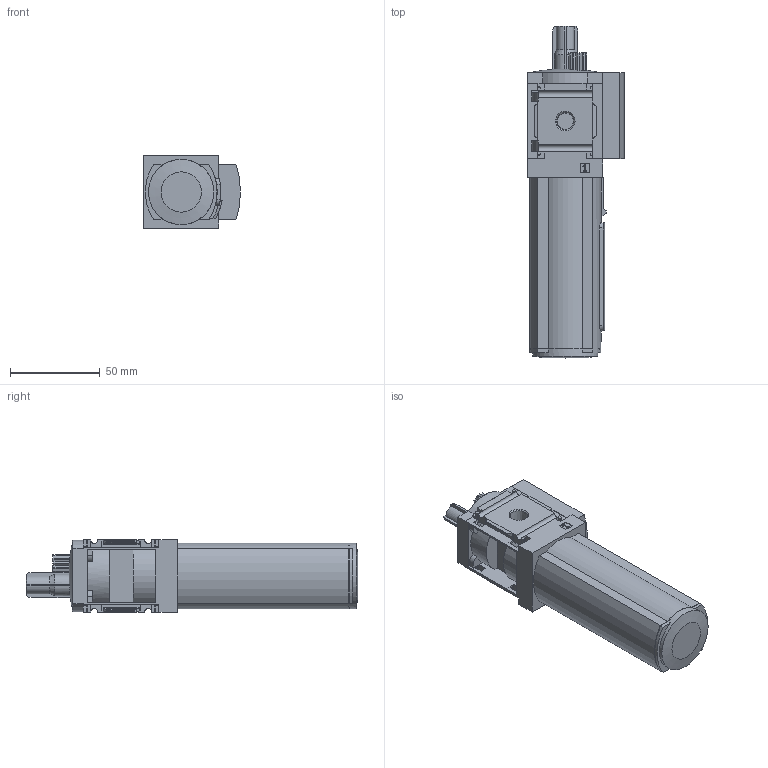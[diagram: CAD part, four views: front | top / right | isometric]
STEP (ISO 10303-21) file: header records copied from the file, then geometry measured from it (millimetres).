
FILE_DESCRIPTION(/* description */ ('STEP AP214'),/* implementation_level */ '2;1');
FILE_NAME(/* name */ '535799_MS4N-LOE-1_8-U',/* time_stamp */ '2024-09-09T22:15:17+02:00',/* author */ ('License CC BY-ND 4.0'),/* organization */ ('CADENAS'),/* preprocessor_version */ 'ST-DEVELOPER v19.3',/* originating_system */ 'PARTsolutions',/* authorisation */ ' ');
FILE_SCHEMA (('AUTOMOTIVE_DESIGN {1 0 10303 214 3 1 1}'));
Length unit declared in the file: millimetre
Products named in the file (2): 535799 MS4N-LOE-1/8-U; 527702 MS4N-LOE-1/8-U-0D
Assembly tree (1 placements, depth 2):
  535799 MS4N-LOE-1/8-U
    527702 MS4N-LOE-1/8-U-0D
Bounding box: 54 x 184.9 x 40.2 mm (x, y, z)
Volume: 228177.8 mm3; surface area: 31828.8 mm2
Topology: 1 solids, 1 shells, 376 faces, 1044 edges, 680 vertices
Faces by surface type: plane 249, cylinder 97, cone 27, torus 3
Full cylindrical faces by diameter (mm): 3.2 x1, 6.2 x2, 36.4 x1
Entity records: 14669 total; most frequent: CARTESIAN_POINT 2445, ORIENTED_EDGE 2062, DIRECTION 1886, EDGE_CURVE 1031, LINE 718, VECTOR 718, VERTEX_POINT 677, AXIS2_PLACEMENT_3D 584
